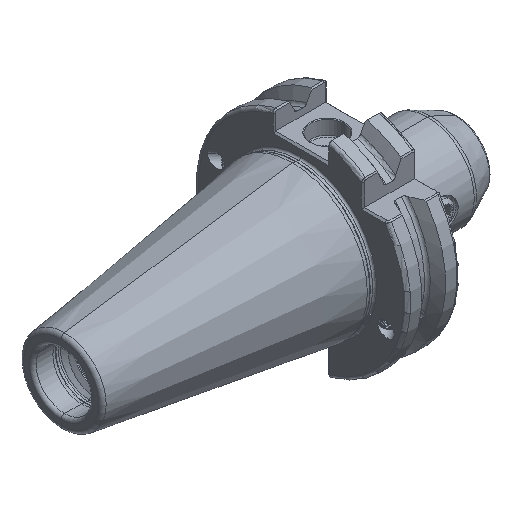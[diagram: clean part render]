
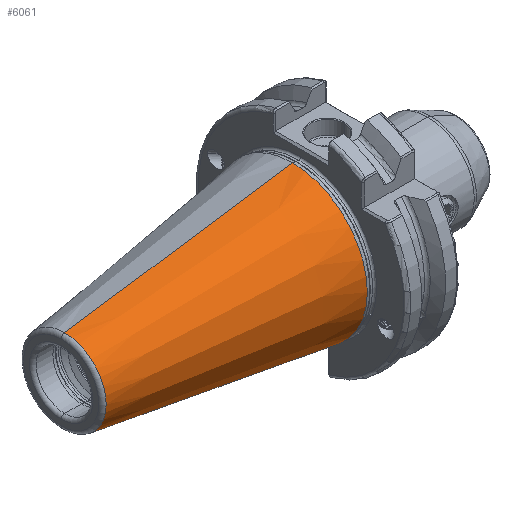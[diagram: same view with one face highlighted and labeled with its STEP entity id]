
A CAD part, isometric view. The second image highlights one B-rep face of the part: STEP entity #6061.
In plain terms, the highlighted conical face has half-angle 8.297 degrees and reference radius 22.692 mm.
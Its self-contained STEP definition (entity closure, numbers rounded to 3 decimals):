
#475 = CIRCLE ( 'NONE', #22631, 12.4 ) ;
#488 = CIRCLE ( 'NONE', #22607, 22.327 ) ;
#607 = LINE ( 'NONE', #22063, #621 ) ;
#621 = VECTOR ( 'NONE', #22050, 1000. ) ;
#663 = LINE ( 'NONE', #22249, #680 ) ;
#680 = VECTOR ( 'NONE', #22244, 1000. ) ;
#1266 = DIRECTION ( 'NONE',  ( 0., 0., -1. ) ) ;
#1322 = CARTESIAN_POINT ( 'NONE',  ( -2.5, 0., 0. ) ) ;
#1330 = DIRECTION ( 'NONE',  ( 1., 0., 0. ) ) ;
#2086 = DIRECTION ( 'NONE',  ( 1., 0., 0. ) ) ;
#2135 = CARTESIAN_POINT ( 'NONE',  ( -70.573, 0., 0. ) ) ;
#2137 = DIRECTION ( 'NONE',  ( 0., 0., 1. ) ) ;
#6061 = ADVANCED_FACE ( 'NONE', ( #9910 ), #9922, .T. ) ;
#7516 = AXIS2_PLACEMENT_3D ( 'NONE', #16414, #16370, #16383 ) ;
#9013 = EDGE_CURVE ( 'NONE', #18867, #18888, #607, .T. ) ;
#9047 = EDGE_CURVE ( 'NONE', #18936, #18775, #663, .T. ) ;
#9402 = EDGE_CURVE ( 'NONE', #18775, #18888, #488, .T. ) ;
#9447 = EDGE_CURVE ( 'NONE', #18936, #18867, #475, .T. ) ;
#9910 = FACE_OUTER_BOUND ( 'NONE', #18507, .T. ) ;
#9922 = CONICAL_SURFACE ( 'NONE', #7516, 22.692, 0.145 ) ;
#13086 = ORIENTED_EDGE ( 'NONE', *, *, #9447, .T. ) ;
#13111 = ORIENTED_EDGE ( 'NONE', *, *, #9047, .F. ) ;
#13118 = ORIENTED_EDGE ( 'NONE', *, *, #9013, .T. ) ;
#13192 = ORIENTED_EDGE ( 'NONE', *, *, #9402, .F. ) ;
#16370 = DIRECTION ( 'NONE',  ( 1., 0., 0. ) ) ;
#16383 = DIRECTION ( 'NONE',  ( 0., 0., -1. ) ) ;
#16414 = CARTESIAN_POINT ( 'NONE',  ( 0., 0., 0. ) ) ;
#18507 = EDGE_LOOP ( 'NONE', ( #13111, #13086, #13118, #13192 ) ) ;
#18775 = VERTEX_POINT ( 'NONE', #25417 ) ;
#18867 = VERTEX_POINT ( 'NONE', #25382 ) ;
#18888 = VERTEX_POINT ( 'NONE', #25449 ) ;
#18936 = VERTEX_POINT ( 'NONE', #25450 ) ;
#22050 = DIRECTION ( 'NONE',  ( 0.99, 0., -0.144 ) ) ;
#22063 = CARTESIAN_POINT ( 'NONE',  ( 0., 0., -22.692 ) ) ;
#22244 = DIRECTION ( 'NONE',  ( 0.99, 0., 0.144 ) ) ;
#22249 = CARTESIAN_POINT ( 'NONE',  ( 0., 0., 22.692 ) ) ;
#22607 = AXIS2_PLACEMENT_3D ( 'NONE', #1322, #1330, #1266 ) ;
#22631 = AXIS2_PLACEMENT_3D ( 'NONE', #2135, #2086, #2137 ) ;
#25382 = CARTESIAN_POINT ( 'NONE',  ( -70.573, 0., -12.4 ) ) ;
#25417 = CARTESIAN_POINT ( 'NONE',  ( -2.5, 0., 22.327 ) ) ;
#25449 = CARTESIAN_POINT ( 'NONE',  ( -2.5, 0., -22.327 ) ) ;
#25450 = CARTESIAN_POINT ( 'NONE',  ( -70.573, 0., 12.4 ) ) ;
